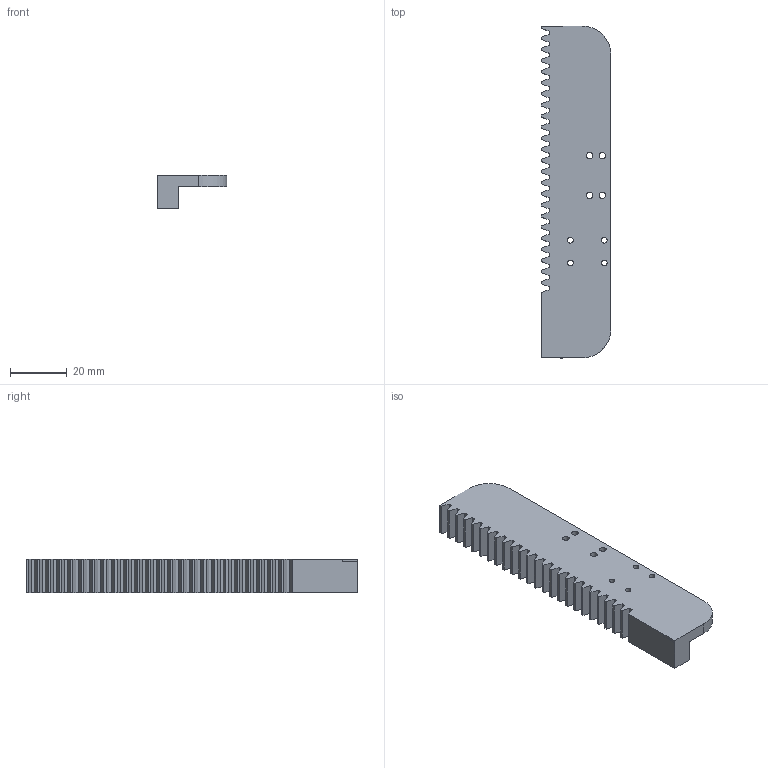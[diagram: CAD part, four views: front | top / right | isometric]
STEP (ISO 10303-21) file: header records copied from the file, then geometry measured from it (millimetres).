
FILE_DESCRIPTION(/* description */ (''),/* implementation_level */ '2;1');
FILE_NAME(/* name */ 'Right Rack_v1.step',/* time_stamp */ '2025-04-08T13:46:07-04:00',/* author */ (''),/* organization */ (''),/* preprocessor_version */ 'ST-DEVELOPER v20.1',/* originating_system */ 'Autodesk Translation Framework v14.4.0.0',/* authorisation */ '');
FILE_SCHEMA (('AUTOMOTIVE_DESIGN { 1 0 10303 214 3 1 1 }'));
Length unit declared in the file: millimetre
Products named in the file (1): Right Rack
Bounding box: 24.59 x 117.35 x 12 mm (x, y, z)
Volume: 16843.1 mm3; surface area: 9804.2 mm2
Topology: 1 solids, 1 shells, 121 faces, 355 edges, 236 vertices
Faces by surface type: plane 111, cylinder 10
Full cylindrical faces by diameter (mm): 2 x4, 2.3 x4
Entity records: 4025 total; most frequent: CARTESIAN_POINT 713, ORIENTED_EDGE 710, DIRECTION 619, EDGE_CURVE 355, LINE 335, VECTOR 335, VERTEX_POINT 236, AXIS2_PLACEMENT_3D 142
